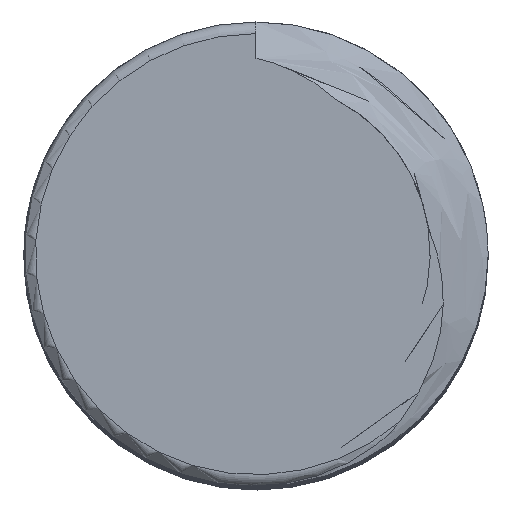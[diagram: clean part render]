
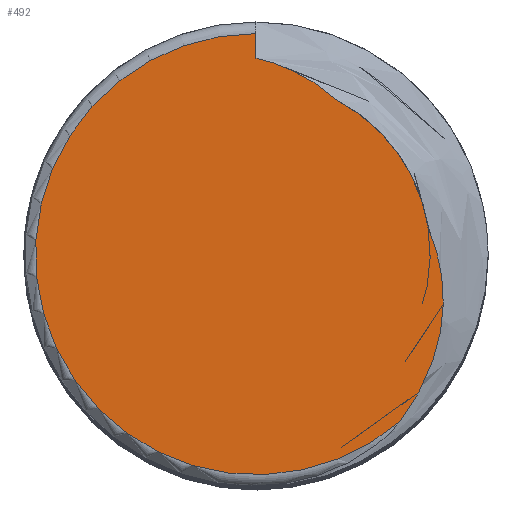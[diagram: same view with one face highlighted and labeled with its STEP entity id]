
A CAD part, top view. The second image highlights one B-rep face of the part: STEP entity #492.
In plain terms, the highlighted planar face has unit normal (0, 0, 1).
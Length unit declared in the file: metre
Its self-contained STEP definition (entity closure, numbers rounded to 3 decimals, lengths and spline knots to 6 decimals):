
#13=PLANE('',#515);
#18=LINE('',#4644,#21);
#21=VECTOR('',#539,1.);
#23=CIRCLE('',#511,0.003);
#26=CIRCLE('',#516,0.0038);
#31=B_SPLINE_CURVE_WITH_KNOTS('',3,(#2226,#2227,#2228,#2229,#2230),
 .UNSPECIFIED.,.F.,.F.,(4,1,4),(0.,0.001753,
0.003507),.UNSPECIFIED.);
#34=B_SPLINE_CURVE_WITH_KNOTS('',3,(#4634,#4635,#4636,#4637),
 .UNSPECIFIED.,.F.,.F.,(4,4),(0.,0.001547),
 .UNSPECIFIED.);
#200=ORIENTED_EDGE('',*,*,#305,.F.);
#201=ORIENTED_EDGE('',*,*,#306,.T.);
#202=ORIENTED_EDGE('',*,*,#220,.T.);
#203=ORIENTED_EDGE('',*,*,#261,.T.);
#204=ORIENTED_EDGE('',*,*,#301,.T.);
#220=EDGE_CURVE('',#312,#311,#31,.T.);
#261=EDGE_CURVE('',#311,#351,#23,.T.);
#301=EDGE_CURVE('',#351,#390,#34,.T.);
#305=EDGE_CURVE('',#392,#390,#18,.T.);
#306=EDGE_CURVE('',#392,#312,#26,.T.);
#311=VERTEX_POINT('',#2225);
#312=VERTEX_POINT('',#2231);
#351=VERTEX_POINT('',#3808);
#390=VERTEX_POINT('',#4633);
#392=VERTEX_POINT('',#4645);
#474=EDGE_LOOP('',(#200,#201,#202,#203,#204));
#482=FACE_BOUND('',#474,.T.);
#492=ADVANCED_FACE('',(#482),#13,.T.);
#511=AXIS2_PLACEMENT_3D('',#3809,#527,#528);
#515=AXIS2_PLACEMENT_3D('',#4643,#537,#538);
#516=AXIS2_PLACEMENT_3D('',#4646,#540,#541);
#527=DIRECTION('',(0.,0.,1.));
#528=DIRECTION('',(1.,0.,0.));
#537=DIRECTION('',(0.,0.,1.));
#538=DIRECTION('',(1.,0.,0.));
#539=DIRECTION('',(0.,-1.,0.));
#540=DIRECTION('',(0.,0.,1.));
#541=DIRECTION('',(1.,0.,0.));
#2225=CARTESIAN_POINT('',(0.002966,0.00045,0.));
#2226=CARTESIAN_POINT('',(0.002491,-0.00287,0.));
#2227=CARTESIAN_POINT('',(0.002846,-0.002396,0.));
#2228=CARTESIAN_POINT('',(0.003352,-0.001301,0.));
#2229=CARTESIAN_POINT('',(0.003207,-0.000091,0.));
#2230=CARTESIAN_POINT('',(0.002966,0.00045,0.));
#2231=CARTESIAN_POINT('',(0.002491,-0.00287,0.));
#3808=CARTESIAN_POINT('',(0.001368,0.00267,0.));
#3809=CARTESIAN_POINT('',(0.,0.,0.));
#4633=CARTESIAN_POINT('',(0.,0.003375,0.));
#4634=CARTESIAN_POINT('',(0.001368,0.00267,0.));
#4635=CARTESIAN_POINT('',(0.000983,0.003024,0.));
#4636=CARTESIAN_POINT('',(0.000511,0.003266,0.));
#4637=CARTESIAN_POINT('',(0.,0.003375,0.));
#4643=CARTESIAN_POINT('',(0.,0.,0.));
#4644=CARTESIAN_POINT('',(0.,0.,0.));
#4645=CARTESIAN_POINT('',(0.,0.0038,0.));
#4646=CARTESIAN_POINT('',(0.,0.,0.));
